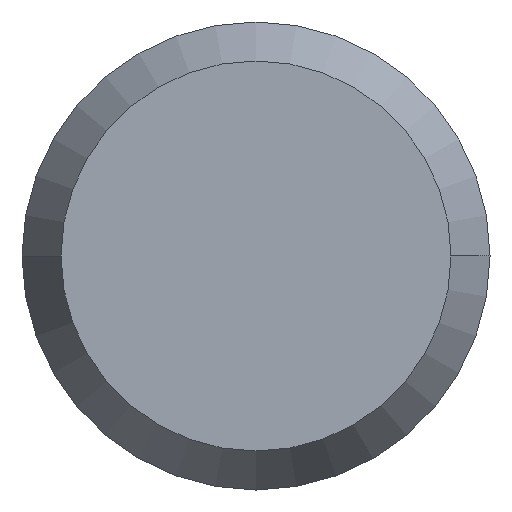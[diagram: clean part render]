
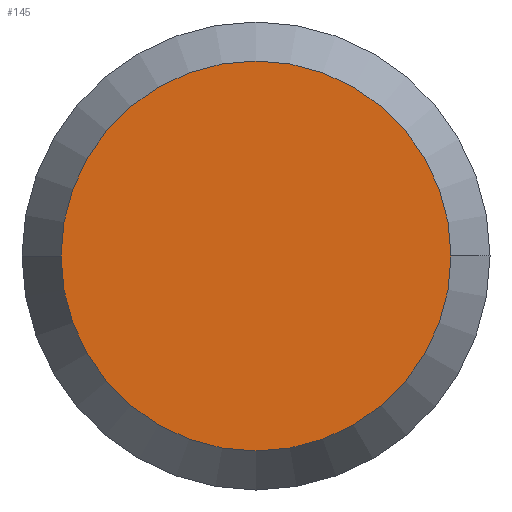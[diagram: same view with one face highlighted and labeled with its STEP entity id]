
A CAD part, front view. The second image highlights one B-rep face of the part: STEP entity #145.
In plain terms, the highlighted planar face has unit normal (0, -1, 0).
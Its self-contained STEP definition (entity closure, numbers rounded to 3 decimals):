
#12 = AXIS2_PLACEMENT_3D ( 'NONE', #87, #94, #88 ) ;
#34 = DIRECTION ( 'NONE',  ( 0., -1., 0. ) ) ;
#39 = CIRCLE ( 'NONE', #12, 5. ) ;
#47 = VERTEX_POINT ( 'NONE', #265 ) ;
#60 = CIRCLE ( 'NONE', #271, 5. ) ;
#87 = CARTESIAN_POINT ( 'NONE',  ( 0., 0., 0. ) ) ;
#88 = DIRECTION ( 'NONE',  ( -1., 0., 0. ) ) ;
#90 = CARTESIAN_POINT ( 'NONE',  ( 0., 0., 0. ) ) ;
#94 = DIRECTION ( 'NONE',  ( 0., -1., 0. ) ) ;
#99 = ORIENTED_EDGE ( 'NONE', *, *, #103, .T. ) ;
#103 = EDGE_CURVE ( 'NONE', #47, #114, #39, .T. ) ;
#114 = VERTEX_POINT ( 'NONE', #131 ) ;
#131 = CARTESIAN_POINT ( 'NONE',  ( -5., 0., 0. ) ) ;
#142 = ORIENTED_EDGE ( 'NONE', *, *, #404, .T. ) ;
#145 = ADVANCED_FACE ( 'NONE', ( #411 ), #230, .F. ) ;
#159 = DIRECTION ( 'NONE',  ( -1., 0., 0. ) ) ;
#197 = DIRECTION ( 'NONE',  ( 0., 1., 0. ) ) ;
#230 = PLANE ( 'NONE',  #307 ) ;
#251 = EDGE_LOOP ( 'NONE', ( #142, #99 ) ) ;
#265 = CARTESIAN_POINT ( 'NONE',  ( 5., 0., 0. ) ) ;
#271 = AXIS2_PLACEMENT_3D ( 'NONE', #371, #34, #159 ) ;
#307 = AXIS2_PLACEMENT_3D ( 'NONE', #90, #197, #419 ) ;
#371 = CARTESIAN_POINT ( 'NONE',  ( 0., 0., 0. ) ) ;
#404 = EDGE_CURVE ( 'NONE', #114, #47, #60, .T. ) ;
#411 = FACE_OUTER_BOUND ( 'NONE', #251, .T. ) ;
#419 = DIRECTION ( 'NONE',  ( -1., 0., 0. ) ) ;
